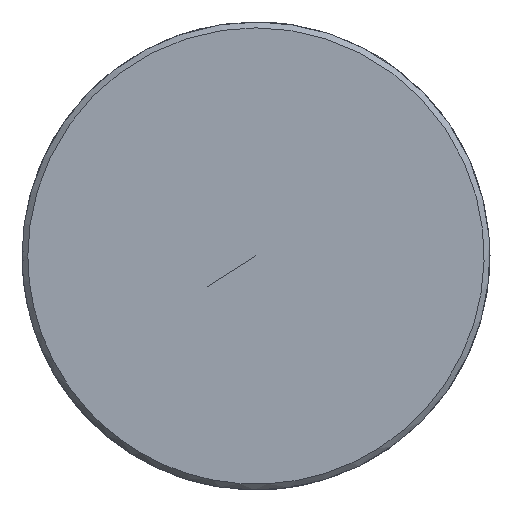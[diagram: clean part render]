
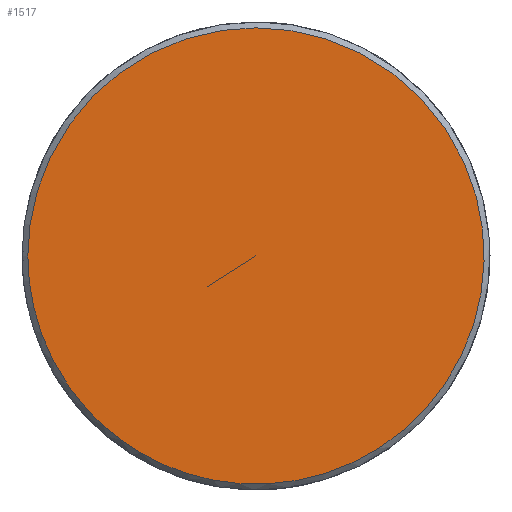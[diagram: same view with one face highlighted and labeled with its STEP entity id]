
A CAD part, left-side view. The second image highlights one B-rep face of the part: STEP entity #1517.
In plain terms, the highlighted free-form (B-spline) face has degree [5, 1] with [6, 2] control points.
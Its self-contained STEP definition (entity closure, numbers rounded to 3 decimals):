
#1445 = CARTESIAN_POINT ('', (-152., 9.75, 0.));
#1446 = VERTEX_POINT ('', #1445);
#1454 = CARTESIAN_POINT ('', (-152., 9.75, 0.));
#1455 = CARTESIAN_POINT ('', (-152., 9.75, 39.));
#1456 = CARTESIAN_POINT ('', (-152., -29.25, 19.5));
#1457 = CARTESIAN_POINT ('', (-152., -29.25, -19.5));
#1458 = CARTESIAN_POINT ('', (-152., 9.75, -39.));
#1459 = CARTESIAN_POINT ('', (-152., 9.75, 0.));
#1460 = (
   BOUNDED_CURVE ()
   B_SPLINE_CURVE (5, (#1454, #1455, #1456, #1457, #1458, #1459), .UNSPECIFIED., .T., .U.)
   B_SPLINE_CURVE_WITH_KNOTS ((6, 6), (0., 1.), .UNSPECIFIED.)
   CURVE ()
   GEOMETRIC_REPRESENTATION_ITEM ()
   RATIONAL_B_SPLINE_CURVE ((5., 1., 1., 1., 1., 5.))
   REPRESENTATION_ITEM ('')
);
#1461 = EDGE_CURVE ('', #1446, #1446, #1460, .T.);
#1493 = CARTESIAN_POINT ('', (-152., 0., 0.));
#1494 = VERTEX_POINT ('', #1493);
#1495 = CARTESIAN_POINT ('', (-152., 0., 0.));
#1496 = CARTESIAN_POINT ('', (-152., 9.75, 0.));
#1497 = B_SPLINE_CURVE_WITH_KNOTS ('', 1, (#1495, #1496), .UNSPECIFIED., .F., .U., (2, 2), (0., 1.), .UNSPECIFIED.);
#1498 = EDGE_CURVE ('', #1494, #1446, #1497, .T.);
#1499 = ORIENTED_EDGE ('', *, *, #1498, .F.);
#1500 = ORIENTED_EDGE ('', *, *, #1498, .T.);
#1501 = ORIENTED_EDGE ('', *, *, #1461, .F.);
#1502 = EDGE_LOOP ('', (#1499, #1500, #1501));
#1503 = FACE_OUTER_BOUND ('', #1502, .T.);
#1504 = CARTESIAN_POINT ('', (-152., 0., 0.));
#1505 = CARTESIAN_POINT ('', (-152., 9.75, 0.));
#1506 = CARTESIAN_POINT ('', (-152., 0., 0.));
#1507 = CARTESIAN_POINT ('', (-152., 9.75, 39.));
#1508 = CARTESIAN_POINT ('', (-152., 0., 0.));
#1509 = CARTESIAN_POINT ('', (-152., -29.25, 19.5));
#1510 = CARTESIAN_POINT ('', (-152., 0., 0.));
#1511 = CARTESIAN_POINT ('', (-152., -29.25, -19.5));
#1512 = CARTESIAN_POINT ('', (-152., 0., 0.));
#1513 = CARTESIAN_POINT ('', (-152., 9.75, -39.));
#1514 = CARTESIAN_POINT ('', (-152., 0., 0.));
#1515 = CARTESIAN_POINT ('', (-152., 9.75, 0.));
#1516 = (
   BOUNDED_SURFACE ()
   B_SPLINE_SURFACE (5, 1, ((#1504, #1505), (#1506, #1507), (#1508, #1509), (#1510, #1511), (#1512, #1513), (#1514, #1515)), .UNSPECIFIED., .T., .F., .U.)
   B_SPLINE_SURFACE_WITH_KNOTS ((6, 6), (2, 2), (0., 1.), (0., 1.), .UNSPECIFIED.)
   SURFACE ()
   GEOMETRIC_REPRESENTATION_ITEM ()
   RATIONAL_B_SPLINE_SURFACE (((5., 5.), (1., 1.), (1., 1.), (1., 1.), (1., 1.), (5., 5.)))
   REPRESENTATION_ITEM ('')
);
#1517 = ADVANCED_FACE ('', (#1503), #1516, .T.);
